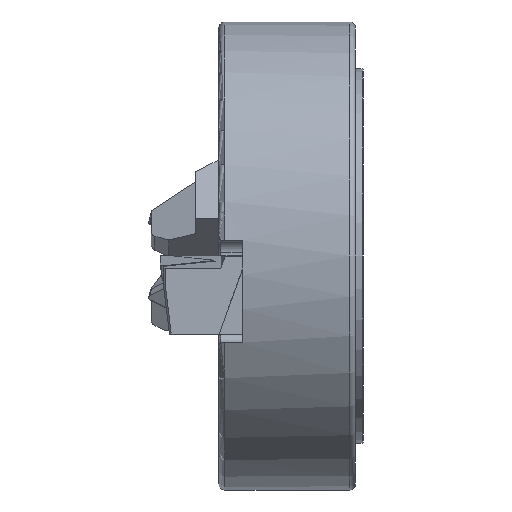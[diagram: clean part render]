
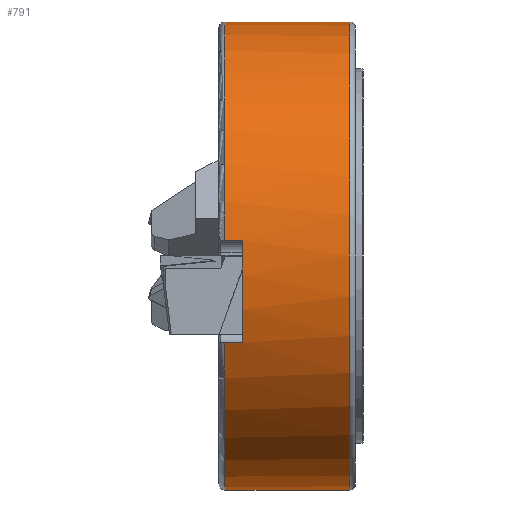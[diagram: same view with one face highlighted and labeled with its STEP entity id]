
A CAD part, front view. The second image highlights one B-rep face of the part: STEP entity #791.
In plain terms, the highlighted cylindrical face has radius 60 mm (diameter 120 mm), a partial arc.
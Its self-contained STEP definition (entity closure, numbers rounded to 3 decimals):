
#20 = CARTESIAN_POINT ( 'NONE',  ( -98.086, 0.85, -60. ) ) ;
#22 = CIRCLE ( 'NONE', #1350, 60. ) ;
#39 = EDGE_CURVE ( 'NONE', #2151, #2567, #3534, .T. ) ;
#62 = CARTESIAN_POINT ( 'NONE',  ( -99.586, -54.892, -22.2 ) ) ;
#165 = CARTESIAN_POINT ( 'NONE',  ( -98.086, 0.85, 60. ) ) ;
#246 = DIRECTION ( 'NONE',  ( 0., 0., 1. ) ) ;
#588 = VECTOR ( 'NONE', #793, 1000. ) ;
#791 = ADVANCED_FACE ( 'NONE', ( #5078 ), #1990, .T. ) ;
#793 = DIRECTION ( 'NONE',  ( -1., 0., 0. ) ) ;
#928 = CARTESIAN_POINT ( 'NONE',  ( -93.586, 0.85, 0. ) ) ;
#1073 = EDGE_CURVE ( 'NONE', #2911, #3176, #1819, .T. ) ;
#1074 = CARTESIAN_POINT ( 'NONE',  ( -99.586, 0.85, -60. ) ) ;
#1081 = EDGE_CURVE ( 'NONE', #2151, #6442, #2862, .T. ) ;
#1085 = ORIENTED_EDGE ( 'NONE', *, *, #2346, .T. ) ;
#1287 = LINE ( 'NONE', #5593, #3677 ) ;
#1350 = AXIS2_PLACEMENT_3D ( 'NONE', #928, #5850, #4702 ) ;
#1408 = ORIENTED_EDGE ( 'NONE', *, *, #1073, .F. ) ;
#1540 = CARTESIAN_POINT ( 'NONE',  ( -98.086, 0.85, 0. ) ) ;
#1687 = ORIENTED_EDGE ( 'NONE', *, *, #1081, .F. ) ;
#1819 = CIRCLE ( 'NONE', #2564, 60. ) ;
#1990 = CYLINDRICAL_SURFACE ( 'NONE', #5265, 60. ) ;
#2077 = CARTESIAN_POINT ( 'NONE',  ( -93.586, -59.017, 4. ) ) ;
#2151 = VERTEX_POINT ( 'NONE', #5548 ) ;
#2185 = CIRCLE ( 'NONE', #5956, 60. ) ;
#2267 = ORIENTED_EDGE ( 'NONE', *, *, #39, .T. ) ;
#2346 = EDGE_CURVE ( 'NONE', #2911, #2587, #1287, .T. ) ;
#2494 = CARTESIAN_POINT ( 'NONE',  ( -98.086, -54.892, -22.2 ) ) ;
#2564 = AXIS2_PLACEMENT_3D ( 'NONE', #1540, #4350, #5482 ) ;
#2567 = VERTEX_POINT ( 'NONE', #4705 ) ;
#2587 = VERTEX_POINT ( 'NONE', #2077 ) ;
#2709 = CARTESIAN_POINT ( 'NONE',  ( -66.086, 0.85, 0. ) ) ;
#2793 = VERTEX_POINT ( 'NONE', #2494 ) ;
#2805 = EDGE_CURVE ( 'NONE', #3019, #2587, #22, .T. ) ;
#2862 = LINE ( 'NONE', #1074, #6910 ) ;
#2911 = VERTEX_POINT ( 'NONE', #5896 ) ;
#3019 = VERTEX_POINT ( 'NONE', #6647 ) ;
#3046 = CARTESIAN_POINT ( 'NONE',  ( -99.586, 0.85, 60. ) ) ;
#3176 = VERTEX_POINT ( 'NONE', #165 ) ;
#3183 = ORIENTED_EDGE ( 'NONE', *, *, #4832, .F. ) ;
#3259 = DIRECTION ( 'NONE',  ( 0., 0., 1. ) ) ;
#3382 = DIRECTION ( 'NONE',  ( 1., 0., 0. ) ) ;
#3534 = CIRCLE ( 'NONE', #7091, 60. ) ;
#3677 = VECTOR ( 'NONE', #3382, 1000. ) ;
#3794 = CARTESIAN_POINT ( 'NONE',  ( -98.086, 0.85, 0. ) ) ;
#3885 = EDGE_CURVE ( 'NONE', #2567, #3176, #6159, .T. ) ;
#4350 = DIRECTION ( 'NONE',  ( -1., 0., 0. ) ) ;
#4368 = DIRECTION ( 'NONE',  ( 0., 0., 1. ) ) ;
#4588 = DIRECTION ( 'NONE',  ( -1., 0., 0. ) ) ;
#4702 = DIRECTION ( 'NONE',  ( 0., 0., 1. ) ) ;
#4705 = CARTESIAN_POINT ( 'NONE',  ( -66.086, 0.85, 60. ) ) ;
#4832 = EDGE_CURVE ( 'NONE', #6442, #2793, #2185, .T. ) ;
#5078 = FACE_OUTER_BOUND ( 'NONE', #6139, .T. ) ;
#5265 = AXIS2_PLACEMENT_3D ( 'NONE', #6321, #5711, #246 ) ;
#5482 = DIRECTION ( 'NONE',  ( 0., 0., 1. ) ) ;
#5548 = CARTESIAN_POINT ( 'NONE',  ( -66.086, 0.85, -60. ) ) ;
#5593 = CARTESIAN_POINT ( 'NONE',  ( -99.586, -59.017, 4. ) ) ;
#5660 = ORIENTED_EDGE ( 'NONE', *, *, #7149, .T. ) ;
#5711 = DIRECTION ( 'NONE',  ( -1., 0., 0. ) ) ;
#5850 = DIRECTION ( 'NONE',  ( -1., 0., 0. ) ) ;
#5896 = CARTESIAN_POINT ( 'NONE',  ( -98.086, -59.017, 4. ) ) ;
#5942 = DIRECTION ( 'NONE',  ( -1., 0., 0. ) ) ;
#5956 = AXIS2_PLACEMENT_3D ( 'NONE', #3794, #7135, #3259 ) ;
#6139 = EDGE_LOOP ( 'NONE', ( #1687, #2267, #6671, #1408, #1085, #7123, #5660, #3183 ) ) ;
#6159 = LINE ( 'NONE', #3046, #588 ) ;
#6255 = LINE ( 'NONE', #62, #6525 ) ;
#6321 = CARTESIAN_POINT ( 'NONE',  ( -99.586, 0.85, 0. ) ) ;
#6442 = VERTEX_POINT ( 'NONE', #20 ) ;
#6525 = VECTOR ( 'NONE', #4588, 1000. ) ;
#6571 = DIRECTION ( 'NONE',  ( -1., 0., 0. ) ) ;
#6647 = CARTESIAN_POINT ( 'NONE',  ( -93.586, -54.892, -22.2 ) ) ;
#6671 = ORIENTED_EDGE ( 'NONE', *, *, #3885, .T. ) ;
#6910 = VECTOR ( 'NONE', #5942, 1000. ) ;
#7091 = AXIS2_PLACEMENT_3D ( 'NONE', #2709, #6571, #4368 ) ;
#7123 = ORIENTED_EDGE ( 'NONE', *, *, #2805, .F. ) ;
#7135 = DIRECTION ( 'NONE',  ( -1., 0., 0. ) ) ;
#7149 = EDGE_CURVE ( 'NONE', #3019, #2793, #6255, .T. ) ;
